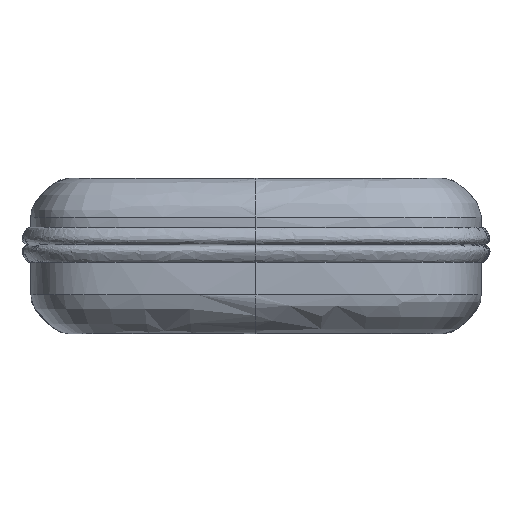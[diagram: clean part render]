
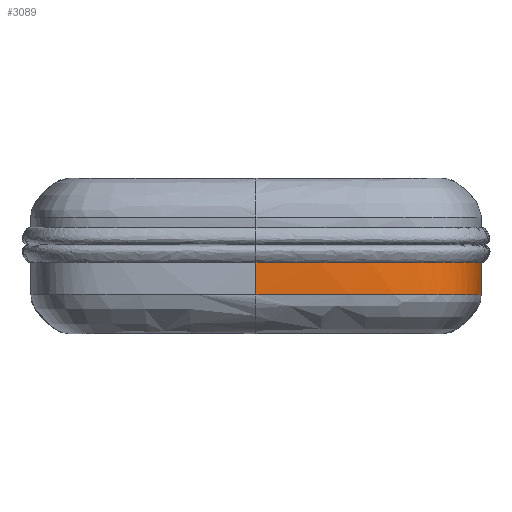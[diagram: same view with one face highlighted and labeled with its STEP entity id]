
A CAD part, left-side view. The second image highlights one B-rep face of the part: STEP entity #3089.
In plain terms, the highlighted free-form (B-spline) face has degree [3, 1] with [28, 2] control points.
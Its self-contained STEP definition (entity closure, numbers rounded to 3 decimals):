
#419=LINE('',#5635,#659);
#420=LINE('',#5721,#660);
#659=VECTOR('',#3681,10.);
#660=VECTOR('',#3682,10.);
#903=FACE_OUTER_BOUND('',#1107,.T.);
#1107=EDGE_LOOP('',(#2163,#2164,#2165,#2166));
#1307=B_SPLINE_CURVE_WITH_KNOTS('',3,(#4754,#4755,#4756,#4757,#4758,#4759,
#4760,#4761,#4762,#4763,#4764,#4765,#4766,#4767,#4768),.UNSPECIFIED.,.F.,
 .F.,(4,1,2,2,2,2,2,4),(-37.059,-31.927,-26.794,
-23.156,-20.1,-16.639,-9.329,
0.),.UNSPECIFIED.);
#1317=B_SPLINE_CURVE_WITH_KNOTS('',3,(#5722,#5723,#5724,#5725,#5726,#5727,
#5728,#5729,#5730,#5731,#5732,#5733,#5734,#5735,#5736,#5737,#5738,#5739,
#5740,#5741,#5742,#5743,#5744,#5745,#5746,#5747,#5748,#5749),
 .UNSPECIFIED.,.F.,.F.,(4,3,3,3,3,3,3,3,3,4),(0.,0.108,0.264,
0.375,0.493,0.567,0.656,
0.764,0.917,1.),.UNSPECIFIED.);
#1388=VERTEX_POINT('',#4737);
#1389=VERTEX_POINT('',#4753);
#1397=VERTEX_POINT('',#5634);
#1398=VERTEX_POINT('',#5720);
#1684=EDGE_CURVE('',#1388,#1389,#1307,.T.);
#1698=EDGE_CURVE('',#1397,#1389,#419,.T.);
#1700=EDGE_CURVE('',#1398,#1388,#420,.T.);
#1701=EDGE_CURVE('',#1397,#1398,#1317,.T.);
#2163=ORIENTED_EDGE('',*,*,#1684,.F.);
#2164=ORIENTED_EDGE('',*,*,#1700,.F.);
#2165=ORIENTED_EDGE('',*,*,#1701,.F.);
#2166=ORIENTED_EDGE('',*,*,#1698,.T.);
#3057=B_SPLINE_SURFACE_WITH_KNOTS('',3,1,((#5664,#5665),(#5666,#5667),(#5668,
#5669),(#5670,#5671),(#5672,#5673),(#5674,#5675),(#5676,#5677),(#5678,#5679),
(#5680,#5681),(#5682,#5683),(#5684,#5685),(#5686,#5687),(#5688,#5689),(#5690,
#5691),(#5692,#5693),(#5694,#5695),(#5696,#5697),(#5698,#5699),(#5700,#5701),
(#5702,#5703),(#5704,#5705),(#5706,#5707),(#5708,#5709),(#5710,#5711),(#5712,
#5713),(#5714,#5715),(#5716,#5717),(#5718,#5719)),.UNSPECIFIED.,.F.,.F.,
 .F.,(4,3,3,3,3,3,3,3,3,4),(2,2),(0.,0.108,0.264,
0.375,0.493,0.567,0.656,
0.764,0.917,1.),(3.75,7.25),.UNSPECIFIED.);
#3089=ADVANCED_FACE('',(#903),#3057,.F.);
#3681=DIRECTION('',(0.,0.,1.));
#3682=DIRECTION('',(0.,0.,1.));
#4737=CARTESIAN_POINT('',(-151.05,0.,52.109));
#4753=CARTESIAN_POINT('',(0.,-100.25,52.109));
#4754=CARTESIAN_POINT('Ctrl Pts',(-151.05,0.,52.109));
#4755=CARTESIAN_POINT('Ctrl Pts',(-151.05,-11.289,52.109));
#4756=CARTESIAN_POINT('Ctrl Pts',(-150.29,-36.369,52.109));
#4757=CARTESIAN_POINT('Ctrl Pts',(-147.585,-58.611,52.109));
#4758=CARTESIAN_POINT('Ctrl Pts',(-144.261,-73.05,52.109));
#4759=CARTESIAN_POINT('Ctrl Pts',(-142.602,-77.763,52.109));
#4760=CARTESIAN_POINT('Ctrl Pts',(-138.826,-84.839,52.109));
#4761=CARTESIAN_POINT('Ctrl Pts',(-136.697,-87.697,52.109));
#4762=CARTESIAN_POINT('Ctrl Pts',(-130.858,-92.899,52.109));
#4763=CARTESIAN_POINT('Ctrl Pts',(-127.158,-94.971,52.109));
#4764=CARTESIAN_POINT('Ctrl Pts',(-113.395,-99.9,52.109));
#4765=CARTESIAN_POINT('Ctrl Pts',(-100.414,-101.208,52.109));
#4766=CARTESIAN_POINT('Ctrl Pts',(-59.192,-101.744,52.109));
#4767=CARTESIAN_POINT('Ctrl Pts',(-31.097,-100.25,52.109));
#4768=CARTESIAN_POINT('Ctrl Pts',(0.,-100.25,52.109));
#5634=CARTESIAN_POINT('',(0.,-100.25,37.5));
#5635=CARTESIAN_POINT('',(0.,-100.25,0.));
#5664=CARTESIAN_POINT('Ctrl Pts',(0.,-100.25,37.5));
#5665=CARTESIAN_POINT('Ctrl Pts',(0.,-100.25,72.5));
#5666=CARTESIAN_POINT('Ctrl Pts',(-9.754,-100.25,37.5));
#5667=CARTESIAN_POINT('Ctrl Pts',(-9.754,-100.25,72.5));
#5668=CARTESIAN_POINT('Ctrl Pts',(-20.074,-100.411,37.5));
#5669=CARTESIAN_POINT('Ctrl Pts',(-20.074,-100.411,72.5));
#5670=CARTESIAN_POINT('Ctrl Pts',(-30.688,-100.648,37.5));
#5671=CARTESIAN_POINT('Ctrl Pts',(-30.688,-100.648,72.5));
#5672=CARTESIAN_POINT('Ctrl Pts',(-46.056,-100.991,37.5));
#5673=CARTESIAN_POINT('Ctrl Pts',(-46.056,-100.991,72.5));
#5674=CARTESIAN_POINT('Ctrl Pts',(-62.012,-101.504,37.5));
#5675=CARTESIAN_POINT('Ctrl Pts',(-62.012,-101.504,72.5));
#5676=CARTESIAN_POINT('Ctrl Pts',(-76.62,-101.483,37.5));
#5677=CARTESIAN_POINT('Ctrl Pts',(-76.62,-101.483,72.5));
#5678=CARTESIAN_POINT('Ctrl Pts',(-86.981,-101.468,37.5));
#5679=CARTESIAN_POINT('Ctrl Pts',(-86.981,-101.468,72.5));
#5680=CARTESIAN_POINT('Ctrl Pts',(-96.623,-101.178,37.5));
#5681=CARTESIAN_POINT('Ctrl Pts',(-96.623,-101.178,72.5));
#5682=CARTESIAN_POINT('Ctrl Pts',(-105.022,-100.252,37.5));
#5683=CARTESIAN_POINT('Ctrl Pts',(-105.022,-100.252,72.5));
#5684=CARTESIAN_POINT('Ctrl Pts',(-113.948,-99.269,37.5));
#5685=CARTESIAN_POINT('Ctrl Pts',(-113.948,-99.269,72.5));
#5686=CARTESIAN_POINT('Ctrl Pts',(-121.485,-97.596,37.5));
#5687=CARTESIAN_POINT('Ctrl Pts',(-121.485,-97.596,72.5));
#5688=CARTESIAN_POINT('Ctrl Pts',(-127.543,-94.489,37.5));
#5689=CARTESIAN_POINT('Ctrl Pts',(-127.543,-94.489,72.5));
#5690=CARTESIAN_POINT('Ctrl Pts',(-131.324,-92.55,37.5));
#5691=CARTESIAN_POINT('Ctrl Pts',(-131.324,-92.55,72.5));
#5692=CARTESIAN_POINT('Ctrl Pts',(-134.512,-90.002,37.5));
#5693=CARTESIAN_POINT('Ctrl Pts',(-134.512,-90.002,72.5));
#5694=CARTESIAN_POINT('Ctrl Pts',(-137.02,-86.945,37.5));
#5695=CARTESIAN_POINT('Ctrl Pts',(-137.02,-86.945,72.5));
#5696=CARTESIAN_POINT('Ctrl Pts',(-140.087,-83.206,37.5));
#5697=CARTESIAN_POINT('Ctrl Pts',(-140.087,-83.206,72.5));
#5698=CARTESIAN_POINT('Ctrl Pts',(-142.16,-78.81,37.5));
#5699=CARTESIAN_POINT('Ctrl Pts',(-142.16,-78.81,72.5));
#5700=CARTESIAN_POINT('Ctrl Pts',(-143.754,-73.934,37.5));
#5701=CARTESIAN_POINT('Ctrl Pts',(-143.754,-73.934,72.5));
#5702=CARTESIAN_POINT('Ctrl Pts',(-145.662,-68.102,37.5));
#5703=CARTESIAN_POINT('Ctrl Pts',(-145.662,-68.102,72.5));
#5704=CARTESIAN_POINT('Ctrl Pts',(-146.918,-61.514,37.5));
#5705=CARTESIAN_POINT('Ctrl Pts',(-146.918,-61.514,72.5));
#5706=CARTESIAN_POINT('Ctrl Pts',(-147.911,-54.277,37.5));
#5707=CARTESIAN_POINT('Ctrl Pts',(-147.911,-54.277,72.5));
#5708=CARTESIAN_POINT('Ctrl Pts',(-149.328,-43.948,37.5));
#5709=CARTESIAN_POINT('Ctrl Pts',(-149.328,-43.948,72.5));
#5710=CARTESIAN_POINT('Ctrl Pts',(-150.192,-32.325,37.5));
#5711=CARTESIAN_POINT('Ctrl Pts',(-150.192,-32.325,72.5));
#5712=CARTESIAN_POINT('Ctrl Pts',(-150.665,-20.126,37.5));
#5713=CARTESIAN_POINT('Ctrl Pts',(-150.665,-20.126,72.5));
#5714=CARTESIAN_POINT('Ctrl Pts',(-150.92,-13.566,37.5));
#5715=CARTESIAN_POINT('Ctrl Pts',(-150.92,-13.566,72.5));
#5716=CARTESIAN_POINT('Ctrl Pts',(-151.05,-6.84,37.5));
#5717=CARTESIAN_POINT('Ctrl Pts',(-151.05,-6.84,72.5));
#5718=CARTESIAN_POINT('Ctrl Pts',(-151.05,0.,37.5));
#5719=CARTESIAN_POINT('Ctrl Pts',(-151.05,0.,72.5));
#5720=CARTESIAN_POINT('',(-151.05,0.,37.5));
#5721=CARTESIAN_POINT('',(-151.05,0.,0.));
#5722=CARTESIAN_POINT('Ctrl Pts',(0.,-100.25,37.5));
#5723=CARTESIAN_POINT('Ctrl Pts',(-9.754,-100.25,37.5));
#5724=CARTESIAN_POINT('Ctrl Pts',(-20.074,-100.411,37.5));
#5725=CARTESIAN_POINT('Ctrl Pts',(-30.688,-100.648,37.5));
#5726=CARTESIAN_POINT('Ctrl Pts',(-46.056,-100.991,37.5));
#5727=CARTESIAN_POINT('Ctrl Pts',(-62.012,-101.504,37.5));
#5728=CARTESIAN_POINT('Ctrl Pts',(-76.62,-101.483,37.5));
#5729=CARTESIAN_POINT('Ctrl Pts',(-86.981,-101.468,37.5));
#5730=CARTESIAN_POINT('Ctrl Pts',(-96.623,-101.178,37.5));
#5731=CARTESIAN_POINT('Ctrl Pts',(-105.022,-100.252,37.5));
#5732=CARTESIAN_POINT('Ctrl Pts',(-113.948,-99.269,37.5));
#5733=CARTESIAN_POINT('Ctrl Pts',(-121.485,-97.596,37.5));
#5734=CARTESIAN_POINT('Ctrl Pts',(-127.543,-94.489,37.5));
#5735=CARTESIAN_POINT('Ctrl Pts',(-131.324,-92.55,37.5));
#5736=CARTESIAN_POINT('Ctrl Pts',(-134.512,-90.002,37.5));
#5737=CARTESIAN_POINT('Ctrl Pts',(-137.02,-86.945,37.5));
#5738=CARTESIAN_POINT('Ctrl Pts',(-140.087,-83.206,37.5));
#5739=CARTESIAN_POINT('Ctrl Pts',(-142.16,-78.81,37.5));
#5740=CARTESIAN_POINT('Ctrl Pts',(-143.754,-73.934,37.5));
#5741=CARTESIAN_POINT('Ctrl Pts',(-145.662,-68.102,37.5));
#5742=CARTESIAN_POINT('Ctrl Pts',(-146.918,-61.514,37.5));
#5743=CARTESIAN_POINT('Ctrl Pts',(-147.911,-54.277,37.5));
#5744=CARTESIAN_POINT('Ctrl Pts',(-149.328,-43.948,37.5));
#5745=CARTESIAN_POINT('Ctrl Pts',(-150.192,-32.325,37.5));
#5746=CARTESIAN_POINT('Ctrl Pts',(-150.665,-20.126,37.5));
#5747=CARTESIAN_POINT('Ctrl Pts',(-150.92,-13.566,37.5));
#5748=CARTESIAN_POINT('Ctrl Pts',(-151.05,-6.84,37.5));
#5749=CARTESIAN_POINT('Ctrl Pts',(-151.05,0.,37.5));
